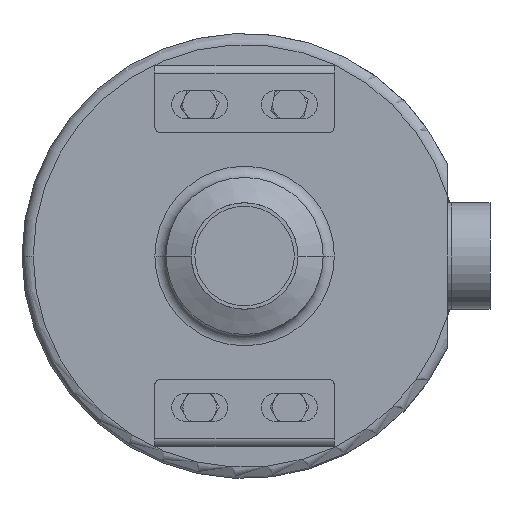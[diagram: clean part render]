
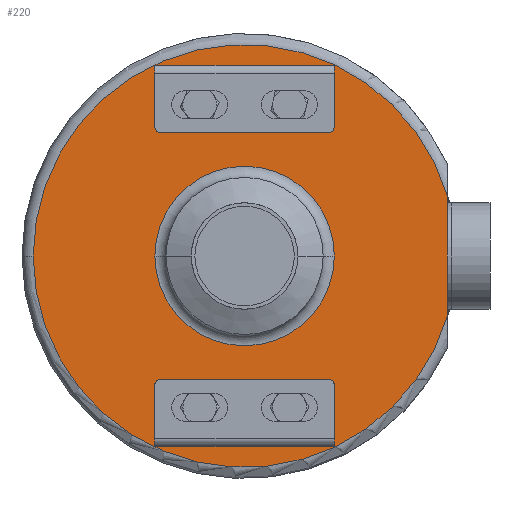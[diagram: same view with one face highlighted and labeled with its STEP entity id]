
A CAD part, front view. The second image highlights one B-rep face of the part: STEP entity #220.
In plain terms, the highlighted planar face has unit normal (0, -1, 0).
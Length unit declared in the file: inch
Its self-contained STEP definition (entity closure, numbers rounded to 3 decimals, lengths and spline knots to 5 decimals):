
#146 = CARTESIAN_POINT ( 'NONE',  ( 2., -1.97, 0. ) ) ;
#159 = AXIS2_PLACEMENT_3D ( 'NONE', #3349, #3505, #10228 ) ;
#181 = DIRECTION ( 'NONE',  ( 0., 1., 0. ) ) ;
#220 = ADVANCED_FACE ( 'NONE', ( #2758, #9367, #6850, #8494 ), #10582, .F. ) ;
#279 = EDGE_CURVE ( 'NONE', #11951, #3630, #10597, .T. ) ;
#312 = DIRECTION ( 'NONE',  ( -1., 0., 0. ) ) ;
#360 = CARTESIAN_POINT ( 'NONE',  ( 2., -1.97, 4.06312 ) ) ;
#454 = CIRCLE ( 'NONE', #159, 0.125 ) ;
#518 = ORIENTED_EDGE ( 'NONE', *, *, #2768, .T. ) ;
#523 = CARTESIAN_POINT ( 'NONE',  ( 2., -1.97, 0. ) ) ;
#524 = DIRECTION ( 'NONE',  ( 0., 0., 1. ) ) ;
#633 = CIRCLE ( 'NONE', #3076, 4.71 ) ;
#705 = CARTESIAN_POINT ( 'NONE',  ( 0., -1.97, 0. ) ) ;
#711 = VERTEX_POINT ( 'NONE', #360 ) ;
#823 = ORIENTED_EDGE ( 'NONE', *, *, #4776, .T. ) ;
#885 = CARTESIAN_POINT ( 'NONE',  ( 1.875, -1.97, 2.75062 ) ) ;
#886 = CIRCLE ( 'NONE', #2195, 2. ) ;
#887 = CARTESIAN_POINT ( 'NONE',  ( 1.875, -1.97, -2.87313 ) ) ;
#919 = EDGE_CURVE ( 'NONE', #8350, #2525, #7578, .T. ) ;
#1061 = CARTESIAN_POINT ( 'NONE',  ( 4.516, -1.97, 0. ) ) ;
#1149 = DIRECTION ( 'NONE',  ( -1., 0., 0. ) ) ;
#1191 = DIRECTION ( 'NONE',  ( 0., 0., 1. ) ) ;
#1229 = CARTESIAN_POINT ( 'NONE',  ( 2., -1.97, 2.87562 ) ) ;
#1366 = CARTESIAN_POINT ( 'NONE',  ( 2., -1.97, 4.06312 ) ) ;
#1407 = DIRECTION ( 'NONE',  ( 0., 0., -1. ) ) ;
#1492 = AXIS2_PLACEMENT_3D ( 'NONE', #5972, #181, #10793 ) ;
#1593 = VECTOR ( 'NONE', #3693, 39.37008 ) ;
#1798 = LINE ( 'NONE', #7518, #2389 ) ;
#1800 = DIRECTION ( 'NONE',  ( 1., 0., 0. ) ) ;
#1880 = EDGE_LOOP ( 'NONE', ( #3871, #823, #8956, #11933, #12046, #2301 ) ) ;
#1946 = DIRECTION ( 'NONE',  ( 0., 1., 0. ) ) ;
#2049 = EDGE_CURVE ( 'NONE', #9820, #7616, #633, .T. ) ;
#2158 = CARTESIAN_POINT ( 'NONE',  ( -2., -1.97, -2.87313 ) ) ;
#2182 = CARTESIAN_POINT ( 'NONE',  ( -4.71, -1.97, 0. ) ) ;
#2195 = AXIS2_PLACEMENT_3D ( 'NONE', #2216, #11817, #312 ) ;
#2216 = CARTESIAN_POINT ( 'NONE',  ( 0., -1.97, 0. ) ) ;
#2269 = EDGE_CURVE ( 'NONE', #7444, #711, #3187, .T. ) ;
#2301 = ORIENTED_EDGE ( 'NONE', *, *, #12009, .F. ) ;
#2350 = EDGE_CURVE ( 'NONE', #5230, #2367, #10855, .T. ) ;
#2358 = VECTOR ( 'NONE', #1800, 39.37008 ) ;
#2367 = VERTEX_POINT ( 'NONE', #4148 ) ;
#2389 = VECTOR ( 'NONE', #6556, 39.37008 ) ;
#2447 = ORIENTED_EDGE ( 'NONE', *, *, #919, .T. ) ;
#2525 = VERTEX_POINT ( 'NONE', #523 ) ;
#2551 = CARTESIAN_POINT ( 'NONE',  ( -2., -1.97, 4.06312 ) ) ;
#2567 = VECTOR ( 'NONE', #4066, 39.37008 ) ;
#2590 = CARTESIAN_POINT ( 'NONE',  ( 4.516, -1.97, 1.33785 ) ) ;
#2758 = FACE_BOUND ( 'NONE', #1880, .T. ) ;
#2768 = EDGE_CURVE ( 'NONE', #7189, #7616, #2861, .T. ) ;
#2775 = ORIENTED_EDGE ( 'NONE', *, *, #2049, .F. ) ;
#2861 = LINE ( 'NONE', #1061, #3779 ) ;
#3076 = AXIS2_PLACEMENT_3D ( 'NONE', #705, #12081, #8376 ) ;
#3169 = DIRECTION ( 'NONE',  ( -1., 0., 0. ) ) ;
#3187 = LINE ( 'NONE', #7773, #2567 ) ;
#3349 = CARTESIAN_POINT ( 'NONE',  ( -1.875, -1.97, -2.87313 ) ) ;
#3505 = DIRECTION ( 'NONE',  ( 0., 1., 0. ) ) ;
#3630 = VERTEX_POINT ( 'NONE', #10421 ) ;
#3693 = DIRECTION ( 'NONE',  ( 0., 0., -1. ) ) ;
#3703 = LINE ( 'NONE', #9847, #9864 ) ;
#3749 = VERTEX_POINT ( 'NONE', #11461 ) ;
#3779 = VECTOR ( 'NONE', #1191, 39.37008 ) ;
#3790 = DIRECTION ( 'NONE',  ( 0., 0., -1. ) ) ;
#3831 = DIRECTION ( 'NONE',  ( -1., 0., 0. ) ) ;
#3871 = ORIENTED_EDGE ( 'NONE', *, *, #6749, .T. ) ;
#3932 = EDGE_LOOP ( 'NONE', ( #10839, #6618, #9529, #9092, #11964, #10801 ) ) ;
#3971 = CARTESIAN_POINT ( 'NONE',  ( 0., -1.97, 0. ) ) ;
#4054 = VECTOR ( 'NONE', #1407, 39.37008 ) ;
#4066 = DIRECTION ( 'NONE',  ( 1., 0., 0. ) ) ;
#4148 = CARTESIAN_POINT ( 'NONE',  ( -2., -1.97, 2.87562 ) ) ;
#4158 = CARTESIAN_POINT ( 'NONE',  ( 2., -1.97, -2.74813 ) ) ;
#4264 = DIRECTION ( 'NONE',  ( 0., 1., 0. ) ) ;
#4456 = CARTESIAN_POINT ( 'NONE',  ( -2., -1.97, 0. ) ) ;
#4702 = EDGE_LOOP ( 'NONE', ( #2447, #6885 ) ) ;
#4776 = EDGE_CURVE ( 'NONE', #4942, #5177, #9007, .T. ) ;
#4912 = CIRCLE ( 'NONE', #6190, 0.125 ) ;
#4942 = VERTEX_POINT ( 'NONE', #6671 ) ;
#5037 = EDGE_LOOP ( 'NONE', ( #7460, #518, #2775 ) ) ;
#5177 = VERTEX_POINT ( 'NONE', #2158 ) ;
#5230 = VERTEX_POINT ( 'NONE', #12013 ) ;
#5332 = VECTOR ( 'NONE', #7994, 39.37008 ) ;
#5408 = CARTESIAN_POINT ( 'NONE',  ( 1.875, -1.97, 2.87562 ) ) ;
#5715 = CARTESIAN_POINT ( 'NONE',  ( 0., -1.97, 0. ) ) ;
#5807 = DIRECTION ( 'NONE',  ( 0., 1., 0. ) ) ;
#5814 = CARTESIAN_POINT ( 'NONE',  ( 2., -1.97, -2.87313 ) ) ;
#5972 = CARTESIAN_POINT ( 'NONE',  ( -1.875, -1.97, 2.87562 ) ) ;
#6190 = AXIS2_PLACEMENT_3D ( 'NONE', #887, #9524, #3790 ) ;
#6206 = AXIS2_PLACEMENT_3D ( 'NONE', #146, #5807, #1149 ) ;
#6219 = AXIS2_PLACEMENT_3D ( 'NONE', #5715, #1946, #3831 ) ;
#6270 = CARTESIAN_POINT ( 'NONE',  ( -2., -1.97, -4.06063 ) ) ;
#6359 = CARTESIAN_POINT ( 'NONE',  ( -2., -1.97, 4.06312 ) ) ;
#6556 = DIRECTION ( 'NONE',  ( 0., 0., 1. ) ) ;
#6575 = EDGE_CURVE ( 'NONE', #5230, #10898, #9119, .T. ) ;
#6618 = ORIENTED_EDGE ( 'NONE', *, *, #11355, .T. ) ;
#6622 = LINE ( 'NONE', #1366, #4054 ) ;
#6641 = EDGE_CURVE ( 'NONE', #7189, #9820, #8381, .T. ) ;
#6671 = CARTESIAN_POINT ( 'NONE',  ( -2., -1.97, -4.06063 ) ) ;
#6749 = EDGE_CURVE ( 'NONE', #3749, #4942, #3703, .T. ) ;
#6753 = VECTOR ( 'NONE', #524, 39.37008 ) ;
#6850 = FACE_OUTER_BOUND ( 'NONE', #5037, .T. ) ;
#6885 = ORIENTED_EDGE ( 'NONE', *, *, #7781, .T. ) ;
#7147 = EDGE_CURVE ( 'NONE', #11951, #7248, #4912, .T. ) ;
#7170 = AXIS2_PLACEMENT_3D ( 'NONE', #5408, #4264, #12063 ) ;
#7189 = VERTEX_POINT ( 'NONE', #9443 ) ;
#7248 = VERTEX_POINT ( 'NONE', #5814 ) ;
#7444 = VERTEX_POINT ( 'NONE', #6359 ) ;
#7460 = ORIENTED_EDGE ( 'NONE', *, *, #6641, .F. ) ;
#7518 = CARTESIAN_POINT ( 'NONE',  ( 2., -1.97, -4.06063 ) ) ;
#7578 = CIRCLE ( 'NONE', #6219, 2. ) ;
#7592 = EDGE_CURVE ( 'NONE', #7444, #2367, #10903, .T. ) ;
#7616 = VERTEX_POINT ( 'NONE', #2590 ) ;
#7773 = CARTESIAN_POINT ( 'NONE',  ( -2., -1.97, 4.06312 ) ) ;
#7781 = EDGE_CURVE ( 'NONE', #2525, #8350, #886, .T. ) ;
#7994 = DIRECTION ( 'NONE',  ( -1., 0., 0. ) ) ;
#8350 = VERTEX_POINT ( 'NONE', #4456 ) ;
#8376 = DIRECTION ( 'NONE',  ( -1., 0., 0. ) ) ;
#8381 = CIRCLE ( 'NONE', #11607, 4.71 ) ;
#8432 = CARTESIAN_POINT ( 'NONE',  ( -2., -1.97, 2.75062 ) ) ;
#8494 = FACE_BOUND ( 'NONE', #4702, .T. ) ;
#8956 = ORIENTED_EDGE ( 'NONE', *, *, #10312, .T. ) ;
#9007 = LINE ( 'NONE', #6270, #6753 ) ;
#9092 = ORIENTED_EDGE ( 'NONE', *, *, #6575, .F. ) ;
#9119 = LINE ( 'NONE', #8432, #2358 ) ;
#9229 = CARTESIAN_POINT ( 'NONE',  ( 1.875, -1.97, -2.74813 ) ) ;
#9367 = FACE_BOUND ( 'NONE', #3932, .T. ) ;
#9443 = CARTESIAN_POINT ( 'NONE',  ( 4.516, -1.97, -1.33785 ) ) ;
#9449 = EDGE_CURVE ( 'NONE', #10131, #10898, #9957, .T. ) ;
#9524 = DIRECTION ( 'NONE',  ( 0., 1., 0. ) ) ;
#9529 = ORIENTED_EDGE ( 'NONE', *, *, #9449, .T. ) ;
#9820 = VERTEX_POINT ( 'NONE', #2182 ) ;
#9847 = CARTESIAN_POINT ( 'NONE',  ( 2., -1.97, -4.06063 ) ) ;
#9864 = VECTOR ( 'NONE', #3169, 39.37008 ) ;
#9957 = CIRCLE ( 'NONE', #7170, 0.125 ) ;
#10131 = VERTEX_POINT ( 'NONE', #1229 ) ;
#10228 = DIRECTION ( 'NONE',  ( 0., 0., -1. ) ) ;
#10312 = EDGE_CURVE ( 'NONE', #5177, #3630, #454, .T. ) ;
#10421 = CARTESIAN_POINT ( 'NONE',  ( -1.875, -1.97, -2.74813 ) ) ;
#10582 = PLANE ( 'NONE',  #6206 ) ;
#10597 = LINE ( 'NONE', #4158, #5332 ) ;
#10700 = DIRECTION ( 'NONE',  ( 0., 1., 0. ) ) ;
#10793 = DIRECTION ( 'NONE',  ( 0., 0., 1. ) ) ;
#10801 = ORIENTED_EDGE ( 'NONE', *, *, #7592, .F. ) ;
#10839 = ORIENTED_EDGE ( 'NONE', *, *, #2269, .T. ) ;
#10855 = CIRCLE ( 'NONE', #1492, 0.125 ) ;
#10898 = VERTEX_POINT ( 'NONE', #885 ) ;
#10903 = LINE ( 'NONE', #2551, #1593 ) ;
#11355 = EDGE_CURVE ( 'NONE', #711, #10131, #6622, .T. ) ;
#11461 = CARTESIAN_POINT ( 'NONE',  ( 2., -1.97, -4.06063 ) ) ;
#11607 = AXIS2_PLACEMENT_3D ( 'NONE', #3971, #10700, #12441 ) ;
#11817 = DIRECTION ( 'NONE',  ( 0., 1., 0. ) ) ;
#11933 = ORIENTED_EDGE ( 'NONE', *, *, #279, .F. ) ;
#11951 = VERTEX_POINT ( 'NONE', #9229 ) ;
#11964 = ORIENTED_EDGE ( 'NONE', *, *, #2350, .T. ) ;
#12009 = EDGE_CURVE ( 'NONE', #3749, #7248, #1798, .T. ) ;
#12013 = CARTESIAN_POINT ( 'NONE',  ( -1.875, -1.97, 2.75062 ) ) ;
#12046 = ORIENTED_EDGE ( 'NONE', *, *, #7147, .T. ) ;
#12063 = DIRECTION ( 'NONE',  ( 0., 0., 1. ) ) ;
#12081 = DIRECTION ( 'NONE',  ( 0., 1., 0. ) ) ;
#12441 = DIRECTION ( 'NONE',  ( -1., 0., 0. ) ) ;
